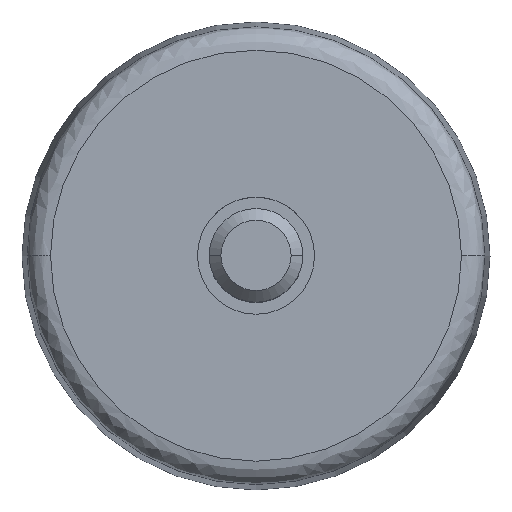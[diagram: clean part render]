
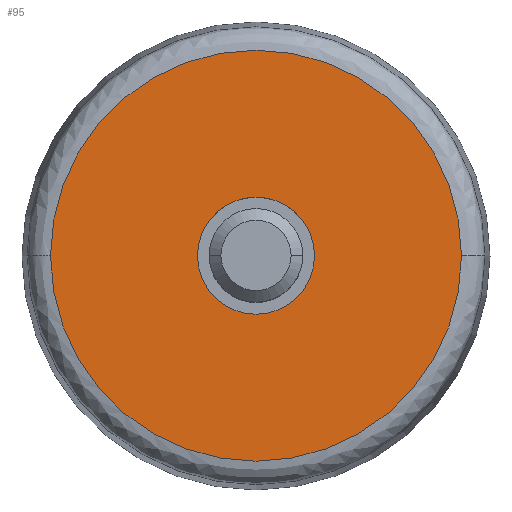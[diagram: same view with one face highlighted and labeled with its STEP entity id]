
A CAD part, top view. The second image highlights one B-rep face of the part: STEP entity #95.
In plain terms, the highlighted planar face has unit normal (0, 0, 1).
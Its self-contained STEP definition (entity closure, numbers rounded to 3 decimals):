
#95=ADVANCED_FACE('',(#752,#753),#751,.F.);
#751=PLANE('',#2095);
#752=FACE_OUTER_BOUND('',#2096,.T.);
#753=FACE_BOUND('',#2097,.T.);
#2092=CARTESIAN_POINT('',(40.393,-36.502,16.));
#2093=DIRECTION('',(0.,0.,-1.));
#2094=DIRECTION('',(-1.,0.,0.));
#2095=AXIS2_PLACEMENT_3D('',#2092,#2093,#2094);
#2096=EDGE_LOOP('',(#2965,#2966));
#2097=EDGE_LOOP('',(#2967,#2968));
#2965=ORIENTED_EDGE('',*,*,#3779,.F.);
#2966=ORIENTED_EDGE('',*,*,#3780,.F.);
#2967=ORIENTED_EDGE('',*,*,#3781,.F.);
#2968=ORIENTED_EDGE('',*,*,#3782,.F.);
#3779=EDGE_CURVE('',#5325,#5326,#5327,.T.);
#3780=EDGE_CURVE('',#5326,#5325,#5333,.T.);
#3781=EDGE_CURVE('',#5339,#5340,#5341,.T.);
#3782=EDGE_CURVE('',#5340,#5339,#5347,.T.);
#5325=VERTEX_POINT('',#7532);
#5326=VERTEX_POINT('',#7533);
#5327=CIRCLE('',#7537,17.562);
#5333=CIRCLE('',#7541,17.562);
#5339=VERTEX_POINT('',#7542);
#5340=VERTEX_POINT('',#7543);
#5341=CIRCLE('',#7547,5.);
#5347=CIRCLE('',#7551,5.);
#7532=CARTESIAN_POINT('',(17.562,0.,16.));
#7533=CARTESIAN_POINT('',(-17.562,0.,16.));
#7534=CARTESIAN_POINT('',(0.,0.,16.));
#7535=DIRECTION('',(0.,0.,-1.));
#7536=DIRECTION('',(-1.,0.,0.));
#7537=AXIS2_PLACEMENT_3D('',#7534,#7535,#7536);
#7538=CARTESIAN_POINT('',(0.,0.,16.));
#7539=DIRECTION('',(0.,0.,-1.));
#7540=DIRECTION('',(-1.,0.,0.));
#7541=AXIS2_PLACEMENT_3D('',#7538,#7539,#7540);
#7542=CARTESIAN_POINT('',(5.,0.,16.));
#7543=CARTESIAN_POINT('',(-5.,0.,16.));
#7544=CARTESIAN_POINT('',(0.,0.,16.));
#7545=DIRECTION('',(0.,0.,1.));
#7546=DIRECTION('',(-1.,0.,0.));
#7547=AXIS2_PLACEMENT_3D('',#7544,#7545,#7546);
#7548=CARTESIAN_POINT('',(0.,0.,16.));
#7549=DIRECTION('',(0.,0.,1.));
#7550=DIRECTION('',(-1.,0.,0.));
#7551=AXIS2_PLACEMENT_3D('',#7548,#7549,#7550);
